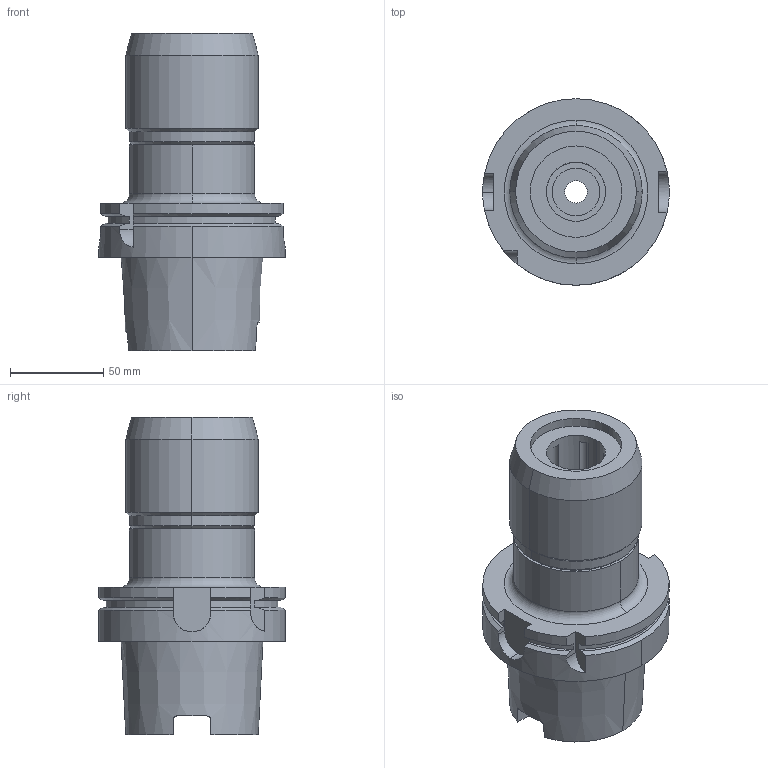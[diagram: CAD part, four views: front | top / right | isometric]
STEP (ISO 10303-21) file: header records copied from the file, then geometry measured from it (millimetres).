
FILE_DESCRIPTION (( 'STEP AP203' ), '1' );
FILE_NAME ('STP-33256G.STEP', '2018-02-24T05:37:34', ( '' ), ( '' ), 'SwSTEP 2.0', 'SolidWorks 2015', '' );
FILE_SCHEMA (( 'CONFIG_CONTROL_DESIGN' ));
Length unit declared in the file: millimetre
Products named in the file (1): STP-33256G
Bounding box: 100 x 100 x 170 mm (x, y, z)
Volume: 516260.5 mm3; surface area: 80809.1 mm2
Topology: 1 solids, 1 shells, 116 faces, 297 edges, 191 vertices
Faces by surface type: cylinder 54, plane 38, cone 18, torus 6
Entity records: 3882 total; most frequent: CARTESIAN_POINT 903, DIRECTION 649, ORIENTED_EDGE 594, EDGE_CURVE 297, AXIS2_PLACEMENT_3D 263, VERTEX_POINT 191, CIRCLE 146, EDGE_LOOP 126
